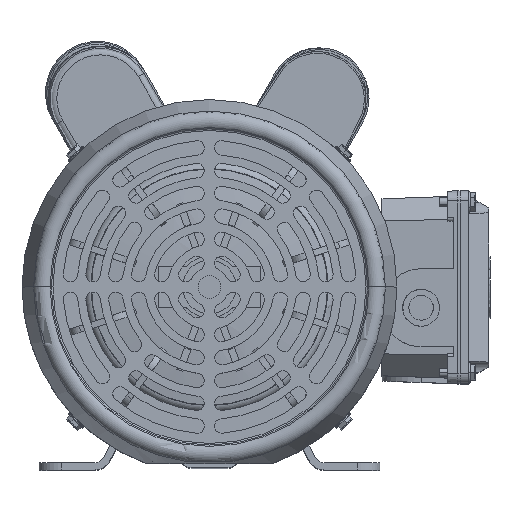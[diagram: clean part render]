
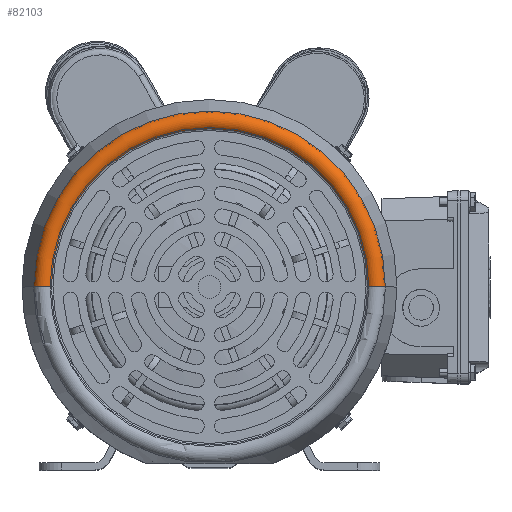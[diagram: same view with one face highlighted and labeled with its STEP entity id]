
A CAD part, top view. The second image highlights one B-rep face of the part: STEP entity #82103.
In plain terms, the highlighted toroidal (fillet/blend) face has major radius 80.885 mm and minor radius 5 mm.
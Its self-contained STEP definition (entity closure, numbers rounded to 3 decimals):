
#1417 = VERTEX_POINT ( 'NONE', #62741 ) ;
#1916 = DIRECTION ( 'NONE',  ( 0., 0., -1. ) ) ;
#2021 = DIRECTION ( 'NONE',  ( -1., 0., 0. ) ) ;
#3026 = CIRCLE ( 'NONE', #73537, 85.64 ) ;
#6534 = VERTEX_POINT ( 'NONE', #39099 ) ;
#7626 = TOROIDAL_SURFACE ( 'NONE', #24727, 80.885, 5. ) ;
#10128 = EDGE_CURVE ( 'NONE', #1417, #92386, #3026, .T. ) ;
#12753 = VERTEX_POINT ( 'NONE', #98349 ) ;
#13973 = CARTESIAN_POINT ( 'NONE',  ( -80.885, 0., 72. ) ) ;
#14042 = AXIS2_PLACEMENT_3D ( 'NONE', #93270, #43015, #101712 ) ;
#17810 = ORIENTED_EDGE ( 'NONE', *, *, #10128, .F. ) ;
#21723 = DIRECTION ( 'NONE',  ( -1., 0., 0. ) ) ;
#22395 = DIRECTION ( 'NONE',  ( 0., 0., -1. ) ) ;
#24727 = AXIS2_PLACEMENT_3D ( 'NONE', #98086, #30906, #21723 ) ;
#30906 = DIRECTION ( 'NONE',  ( 0., 0., -1. ) ) ;
#32199 = AXIS2_PLACEMENT_3D ( 'NONE', #13973, #72682, #22395 ) ;
#35529 = EDGE_CURVE ( 'NONE', #12753, #92386, #68386, .T. ) ;
#39099 = CARTESIAN_POINT ( 'NONE',  ( -77.016, 0., 75.167 ) ) ;
#41198 = ORIENTED_EDGE ( 'NONE', *, *, #35529, .T. ) ;
#43015 = DIRECTION ( 'NONE',  ( 0., 1., 0. ) ) ;
#44129 = ORIENTED_EDGE ( 'NONE', *, *, #44241, .F. ) ;
#44241 = EDGE_CURVE ( 'NONE', #6534, #1417, #45289, .T. ) ;
#44708 = CARTESIAN_POINT ( 'NONE',  ( 85.64, 0., 73.545 ) ) ;
#45289 = CIRCLE ( 'NONE', #32199, 5. ) ;
#52192 = CARTESIAN_POINT ( 'NONE',  ( 0., 0., 75.167 ) ) ;
#52289 = DIRECTION ( 'NONE',  ( 0., 0., -1. ) ) ;
#60630 = DIRECTION ( 'NONE',  ( -1., 0., 0. ) ) ;
#61687 = AXIS2_PLACEMENT_3D ( 'NONE', #52192, #1916, #60630 ) ;
#62741 = CARTESIAN_POINT ( 'NONE',  ( -85.64, 0., 73.545 ) ) ;
#67400 = EDGE_CURVE ( 'NONE', #6534, #12753, #101720, .T. ) ;
#68386 = CIRCLE ( 'NONE', #14042, 5. ) ;
#69222 = ORIENTED_EDGE ( 'NONE', *, *, #67400, .T. ) ;
#72682 = DIRECTION ( 'NONE',  ( 0., -1., 0. ) ) ;
#73488 = EDGE_LOOP ( 'NONE', ( #69222, #41198, #17810, #44129 ) ) ;
#73537 = AXIS2_PLACEMENT_3D ( 'NONE', #102534, #52289, #2021 ) ;
#82103 = ADVANCED_FACE ( 'NONE', ( #94308 ), #7626, .T. ) ;
#92386 = VERTEX_POINT ( 'NONE', #44708 ) ;
#93270 = CARTESIAN_POINT ( 'NONE',  ( 80.885, 0., 72. ) ) ;
#94308 = FACE_OUTER_BOUND ( 'NONE', #73488, .T. ) ;
#98086 = CARTESIAN_POINT ( 'NONE',  ( 0., 0., 72. ) ) ;
#98349 = CARTESIAN_POINT ( 'NONE',  ( 77.016, 0., 75.167 ) ) ;
#101712 = DIRECTION ( 'NONE',  ( -1., 0., 0. ) ) ;
#101720 = CIRCLE ( 'NONE', #61687, 77.016 ) ;
#102534 = CARTESIAN_POINT ( 'NONE',  ( 0., 0., 73.545 ) ) ;
